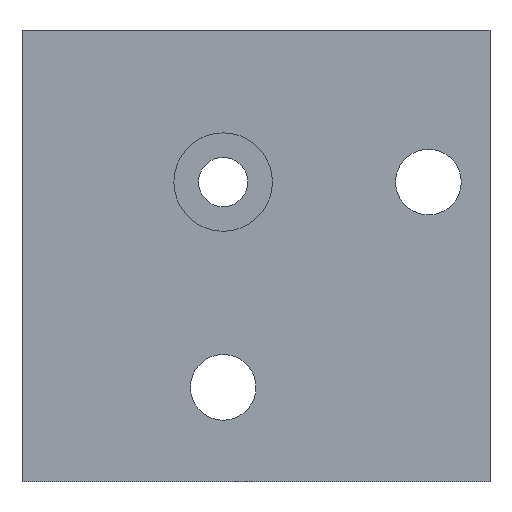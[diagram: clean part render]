
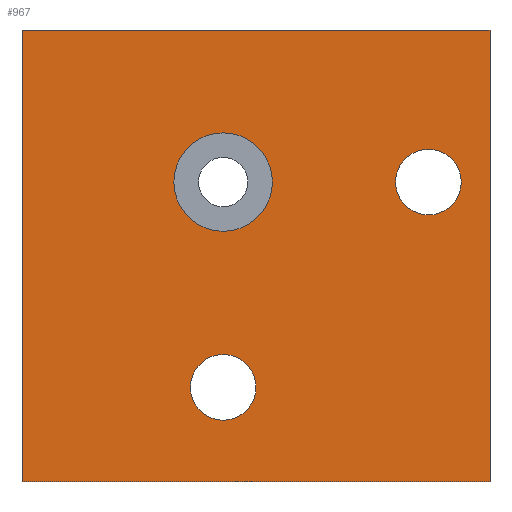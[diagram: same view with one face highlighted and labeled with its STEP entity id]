
A CAD part, front view. The second image highlights one B-rep face of the part: STEP entity #967.
In plain terms, the highlighted planar face has unit normal (0, -1, 0).
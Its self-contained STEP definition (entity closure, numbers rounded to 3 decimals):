
#13 = CARTESIAN_POINT ( 'NONE',  ( 12.5, 0., 6.5 ) ) ;
#30 = AXIS2_PLACEMENT_3D ( 'NONE', #555, #885, #69 ) ;
#31 = FACE_OUTER_BOUND ( 'NONE', #1120, .T. ) ;
#34 = EDGE_CURVE ( 'NONE', #1220, #1380, #345, .T. ) ;
#58 = CARTESIAN_POINT ( 'NONE',  ( 12.5, 0., 0.5 ) ) ;
#69 = DIRECTION ( 'NONE',  ( 0., 0., 1. ) ) ;
#100 = DIRECTION ( 'NONE',  ( 0., 1., 0. ) ) ;
#126 = ORIENTED_EDGE ( 'NONE', *, *, #1213, .F. ) ;
#161 = CIRCLE ( 'NONE', #1310, 4. ) ;
#173 = DIRECTION ( 'NONE',  ( 0., 1., 0. ) ) ;
#190 = CARTESIAN_POINT ( 'NONE',  ( 12.5, 0., 6.5 ) ) ;
#205 = CARTESIAN_POINT ( 'NONE',  ( 12.5, 0., -18.5 ) ) ;
#238 = CARTESIAN_POINT ( 'NONE',  ( 37.5, 0., 10.5 ) ) ;
#264 = VERTEX_POINT ( 'NONE', #1264 ) ;
#272 = ORIENTED_EDGE ( 'NONE', *, *, #34, .F. ) ;
#278 = AXIS2_PLACEMENT_3D ( 'NONE', #190, #1011, #333 ) ;
#280 = EDGE_CURVE ( 'NONE', #1527, #1178, #895, .T. ) ;
#307 = EDGE_CURVE ( 'NONE', #1127, #264, #716, .T. ) ;
#314 = CARTESIAN_POINT ( 'NONE',  ( 45., 0., 25. ) ) ;
#315 = EDGE_LOOP ( 'NONE', ( #272, #1065 ) ) ;
#333 = DIRECTION ( 'NONE',  ( 0., 0., -1. ) ) ;
#345 = CIRCLE ( 'NONE', #1382, 6. ) ;
#362 = DIRECTION ( 'NONE',  ( 0., 0., -1. ) ) ;
#367 = DIRECTION ( 'NONE',  ( 0., 0., 1. ) ) ;
#400 = CARTESIAN_POINT ( 'NONE',  ( 37.5, 0., 6.5 ) ) ;
#410 = CARTESIAN_POINT ( 'NONE',  ( 12.5, 0., 12.5 ) ) ;
#418 = CARTESIAN_POINT ( 'NONE',  ( 0., 0., 25. ) ) ;
#419 = ORIENTED_EDGE ( 'NONE', *, *, #674, .F. ) ;
#442 = DIRECTION ( 'NONE',  ( 0., 0., 1. ) ) ;
#444 = LINE ( 'NONE', #491, #498 ) ;
#451 = CARTESIAN_POINT ( 'NONE',  ( 45., 0., 0. ) ) ;
#453 = VERTEX_POINT ( 'NONE', #1287 ) ;
#489 = FACE_BOUND ( 'NONE', #1366, .T. ) ;
#491 = CARTESIAN_POINT ( 'NONE',  ( -12., 0., 0. ) ) ;
#498 = VECTOR ( 'NONE', #608, 1000. ) ;
#509 = ORIENTED_EDGE ( 'NONE', *, *, #941, .T. ) ;
#544 = CIRCLE ( 'NONE', #278, 6. ) ;
#555 = CARTESIAN_POINT ( 'NONE',  ( 37.5, 0., 6.5 ) ) ;
#608 = DIRECTION ( 'NONE',  ( 0., 0., 1. ) ) ;
#621 = AXIS2_PLACEMENT_3D ( 'NONE', #953, #832, #1303 ) ;
#632 = LINE ( 'NONE', #860, #1257 ) ;
#648 = AXIS2_PLACEMENT_3D ( 'NONE', #400, #869, #1193 ) ;
#663 = EDGE_CURVE ( 'NONE', #800, #1440, #1028, .T. ) ;
#674 = EDGE_CURVE ( 'NONE', #453, #1178, #1261, .T. ) ;
#683 = ORIENTED_EDGE ( 'NONE', *, *, #307, .T. ) ;
#691 = DIRECTION ( 'NONE',  ( 0., 0., 1. ) ) ;
#716 = CIRCLE ( 'NONE', #1156, 4. ) ;
#720 = EDGE_CURVE ( 'NONE', #1380, #1220, #544, .T. ) ;
#729 = VERTEX_POINT ( 'NONE', #1144 ) ;
#746 = FACE_BOUND ( 'NONE', #315, .T. ) ;
#755 = CARTESIAN_POINT ( 'NONE',  ( 12.5, 0., -18.5 ) ) ;
#767 = ORIENTED_EDGE ( 'NONE', *, *, #1232, .T. ) ;
#792 = ORIENTED_EDGE ( 'NONE', *, *, #663, .T. ) ;
#800 = VERTEX_POINT ( 'NONE', #238 ) ;
#830 = DIRECTION ( 'NONE',  ( 0., -1., 0. ) ) ;
#832 = DIRECTION ( 'NONE',  ( 0., 1., 0. ) ) ;
#835 = VECTOR ( 'NONE', #442, 1000. ) ;
#860 = CARTESIAN_POINT ( 'NONE',  ( -20., 0., -30. ) ) ;
#869 = DIRECTION ( 'NONE',  ( 0., 1., 0. ) ) ;
#885 = DIRECTION ( 'NONE',  ( 0., 1., 0. ) ) ;
#895 = LINE ( 'NONE', #451, #835 ) ;
#897 = ORIENTED_EDGE ( 'NONE', *, *, #997, .T. ) ;
#941 = EDGE_CURVE ( 'NONE', #729, #1527, #632, .T. ) ;
#953 = CARTESIAN_POINT ( 'NONE',  ( 0., 0., 0. ) ) ;
#963 = EDGE_LOOP ( 'NONE', ( #792, #897 ) ) ;
#967 = ADVANCED_FACE ( 'NONE', ( #1462, #746, #489, #31 ), #1211, .F. ) ;
#997 = EDGE_CURVE ( 'NONE', #1440, #800, #1360, .T. ) ;
#1011 = DIRECTION ( 'NONE',  ( 0., -1., 0. ) ) ;
#1028 = CIRCLE ( 'NONE', #30, 4. ) ;
#1065 = ORIENTED_EDGE ( 'NONE', *, *, #720, .F. ) ;
#1075 = DIRECTION ( 'NONE',  ( 1., 0., 0. ) ) ;
#1120 = EDGE_LOOP ( 'NONE', ( #126, #509, #1476, #419 ) ) ;
#1127 = VERTEX_POINT ( 'NONE', #1142 ) ;
#1142 = CARTESIAN_POINT ( 'NONE',  ( 12.5, 0., -22.5 ) ) ;
#1143 = CARTESIAN_POINT ( 'NONE',  ( 37.5, 0., 2.5 ) ) ;
#1144 = CARTESIAN_POINT ( 'NONE',  ( -12., 0., -30. ) ) ;
#1156 = AXIS2_PLACEMENT_3D ( 'NONE', #205, #100, #691 ) ;
#1157 = VECTOR ( 'NONE', #1379, 1000. ) ;
#1178 = VERTEX_POINT ( 'NONE', #314 ) ;
#1193 = DIRECTION ( 'NONE',  ( 0., 0., 1. ) ) ;
#1211 = PLANE ( 'NONE',  #621 ) ;
#1213 = EDGE_CURVE ( 'NONE', #729, #453, #444, .T. ) ;
#1220 = VERTEX_POINT ( 'NONE', #58 ) ;
#1232 = EDGE_CURVE ( 'NONE', #264, #1127, #161, .T. ) ;
#1257 = VECTOR ( 'NONE', #1075, 1000. ) ;
#1261 = LINE ( 'NONE', #418, #1157 ) ;
#1264 = CARTESIAN_POINT ( 'NONE',  ( 12.5, 0., -14.5 ) ) ;
#1287 = CARTESIAN_POINT ( 'NONE',  ( -12., 0., 25. ) ) ;
#1303 = DIRECTION ( 'NONE',  ( 0., 0., 1. ) ) ;
#1310 = AXIS2_PLACEMENT_3D ( 'NONE', #755, #173, #367 ) ;
#1360 = CIRCLE ( 'NONE', #648, 4. ) ;
#1366 = EDGE_LOOP ( 'NONE', ( #767, #683 ) ) ;
#1379 = DIRECTION ( 'NONE',  ( 1., 0., 0. ) ) ;
#1380 = VERTEX_POINT ( 'NONE', #410 ) ;
#1382 = AXIS2_PLACEMENT_3D ( 'NONE', #13, #830, #362 ) ;
#1440 = VERTEX_POINT ( 'NONE', #1143 ) ;
#1462 = FACE_BOUND ( 'NONE', #963, .T. ) ;
#1476 = ORIENTED_EDGE ( 'NONE', *, *, #280, .T. ) ;
#1503 = CARTESIAN_POINT ( 'NONE',  ( 45., 0., -30. ) ) ;
#1527 = VERTEX_POINT ( 'NONE', #1503 ) ;
